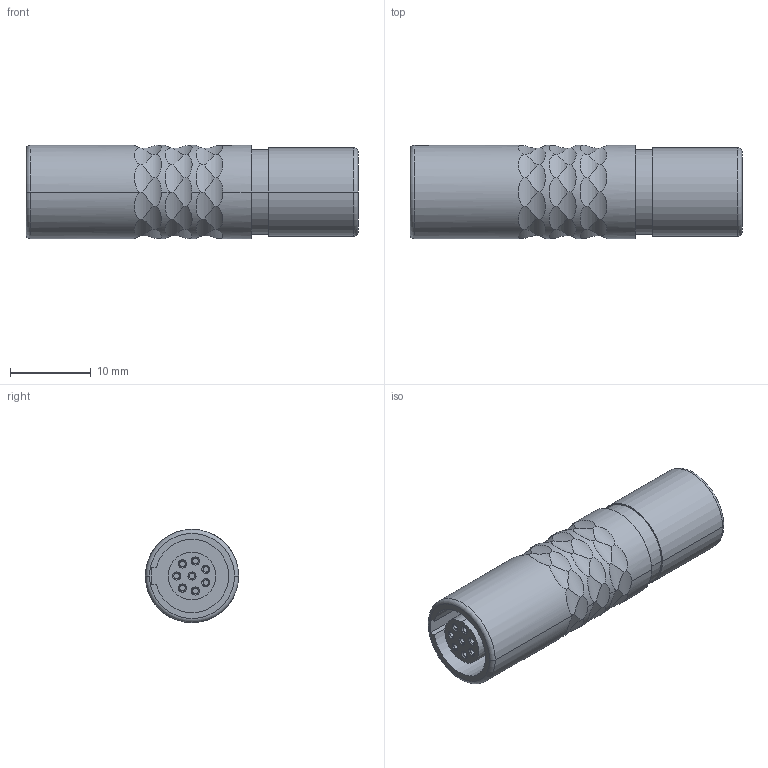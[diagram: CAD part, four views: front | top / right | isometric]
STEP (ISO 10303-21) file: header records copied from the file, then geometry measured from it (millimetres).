
FILE_DESCRIPTION((''),'2;1');
FILE_NAME('K11L0C-P08L','2013-01-21T',('RTrager'),(''),'PRO/ENGINEER BY PARAMETRIC TECHNOLOGY CORPORATION, 2010330','PRO/ENGINEER BY PARAMETRIC TECHNOLOGY CORPORATION, 2010330','');
FILE_SCHEMA(('CONFIG_CONTROL_DESIGN'));
Length unit declared in the file: millimetre
Products named in the file (1): K11L0C-P08L
Bounding box: 41 x 11.5 x 11.5 mm (x, y, z)
Volume: 2977.3 mm3; surface area: 2855.8 mm2
Topology: 1 solids, 1 shells, 223 faces, 560 edges, 362 vertices
Faces by surface type: cylinder 146, plane 42, cone 16, torus 11, bspline 8
Entity records: 8134 total; most frequent: CARTESIAN_POINT 3065, ORIENTED_EDGE 1120, DIRECTION 938, EDGE_CURVE 560, AXIS2_PLACEMENT_3D 393, VERTEX_POINT 362, EDGE_LOOP 246, B_SPLINE_CURVE_WITH_KNOTS 230
